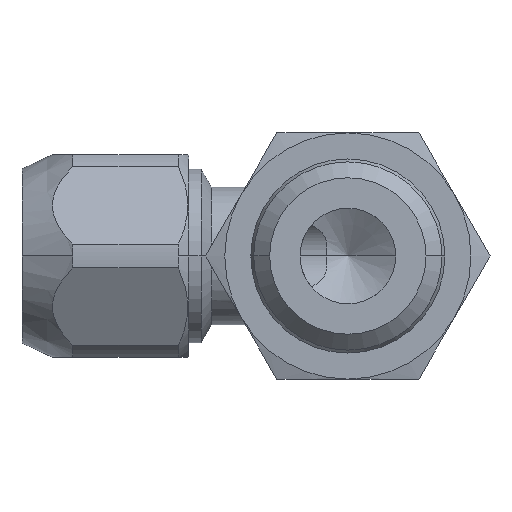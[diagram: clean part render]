
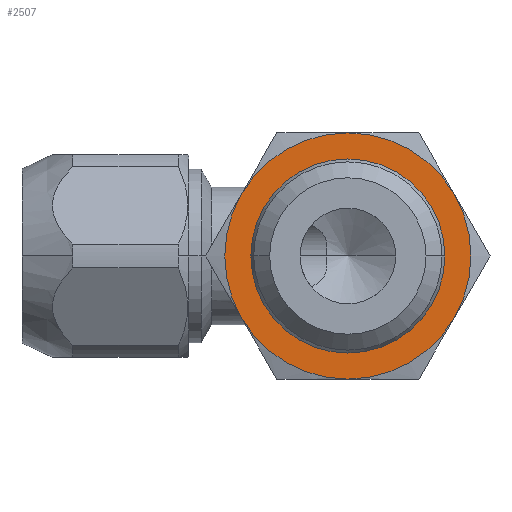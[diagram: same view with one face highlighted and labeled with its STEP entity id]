
A CAD part, front view. The second image highlights one B-rep face of the part: STEP entity #2507.
In plain terms, the highlighted planar face has unit normal (0, -1, 0).
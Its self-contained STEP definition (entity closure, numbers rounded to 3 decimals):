
#492=CARTESIAN_POINT('',(0.,-14.5,0.));
#493=DIRECTION('',(0.,-1.,0.));
#494=DIRECTION('',(0.,0.,1.));
#495=AXIS2_PLACEMENT_3D('',#492,#493,#494);
#502=CARTESIAN_POINT('',(-7.361,-14.5,4.25));
#511=CARTESIAN_POINT('',(0.,-14.5,0.));
#512=DIRECTION('',(0.,-1.,0.));
#513=DIRECTION('',(0.866,0.,0.5));
#514=AXIS2_PLACEMENT_3D('',#511,#512,#513);
#521=CARTESIAN_POINT('',(0.,-14.5,8.5));
#528=CARTESIAN_POINT('',(7.361,-14.5,4.25));
#537=CARTESIAN_POINT('',(0.,-14.5,0.));
#538=DIRECTION('',(0.,-1.,0.));
#539=DIRECTION('',(0.866,0.,-0.5));
#540=AXIS2_PLACEMENT_3D('',#537,#538,#539);
#547=CARTESIAN_POINT('',(7.361,-14.5,-4.25));
#556=CARTESIAN_POINT('',(0.,-14.5,0.));
#557=DIRECTION('',(0.,1.,0.));
#558=DIRECTION('',(0.866,0.,-0.5));
#559=AXIS2_PLACEMENT_3D('',#556,#557,#558);
#568=CARTESIAN_POINT('',(0.,-14.5,0.));
#569=DIRECTION('',(0.,1.,0.));
#570=DIRECTION('',(0.,0.,-1.));
#571=AXIS2_PLACEMENT_3D('',#568,#569,#570);
#578=CARTESIAN_POINT('',(0.,-14.5,-8.5));
#580=CARTESIAN_POINT('',(0.,-14.5,0.));
#581=DIRECTION('',(0.,-1.,0.));
#582=DIRECTION('',(1.,0.,0.));
#583=AXIS2_PLACEMENT_3D('',#580,#581,#582);
#585=CARTESIAN_POINT('',(0.,-14.5,0.));
#586=DIRECTION('',(0.,-1.,0.));
#587=DIRECTION('',(-1.,0.,0.));
#588=AXIS2_PLACEMENT_3D('',#585,#586,#587);
#590=CARTESIAN_POINT('',(0.,-14.5,0.));
#591=DIRECTION('',(0.,-1.,0.));
#592=DIRECTION('',(-0.866,0.,0.5));
#593=AXIS2_PLACEMENT_3D('',#590,#591,#592);
#600=CARTESIAN_POINT('',(-7.361,-14.5,
-4.25));
#1778=VERTEX_POINT('',#528);
#1780=VERTEX_POINT('',#521);
#1782=VERTEX_POINT('',#502);
#1792=VERTEX_POINT('',#547);
#1793=VERTEX_POINT('',#600);
#1795=VERTEX_POINT('',#578);
#1830=CARTESIAN_POINT('',(6.7,-14.5,0.));
#1831=CARTESIAN_POINT('',(-6.7,-14.5,0.));
#1832=VERTEX_POINT('',#1830);
#1833=VERTEX_POINT('',#1831);
#2487=CARTESIAN_POINT('',(0.,-14.5,0.));
#2488=DIRECTION('',(0.,-1.,0.));
#2489=DIRECTION('',(-1.,0.,0.));
#2490=AXIS2_PLACEMENT_3D('',#2487,#2488,#2489);
#2491=PLANE('',#2490);
#2492=ORIENTED_EDGE('',*,*,#2454,.F.);
#2493=ORIENTED_EDGE('',*,*,#2468,.T.);
#2494=ORIENTED_EDGE('',*,*,#2480,.T.);
#2496=ORIENTED_EDGE('',*,*,#2495,.F.);
#2497=ORIENTED_EDGE('',*,*,#2425,.F.);
#2498=ORIENTED_EDGE('',*,*,#2439,.F.);
#2499=EDGE_LOOP('',(#2492,#2493,#2494,#2496,#2497,#2498));
#2500=FACE_OUTER_BOUND('',#2499,.F.);
#2502=ORIENTED_EDGE('',*,*,#2501,.T.);
#2504=ORIENTED_EDGE('',*,*,#2503,.T.);
#2505=EDGE_LOOP('',(#2502,#2504));
#2506=FACE_BOUND('',#2505,.F.);
#2507=ADVANCED_FACE('',(#2500,#2506),#2491,.T.);
#496=CIRCLE('',#495,8.5);
#515=CIRCLE('',#514,8.5);
#541=CIRCLE('',#540,8.5);
#560=CIRCLE('',#559,8.5);
#572=CIRCLE('',#571,8.5);
#584=CIRCLE('',#583,6.7);
#589=CIRCLE('',#588,6.7);
#594=CIRCLE('',#593,8.5);
#2425=EDGE_CURVE('',#1780,#1782,#496,.T.);
#2439=EDGE_CURVE('',#1778,#1780,#515,.T.);
#2454=EDGE_CURVE('',#1792,#1778,#541,.T.);
#2468=EDGE_CURVE('',#1792,#1795,#560,.T.);
#2480=EDGE_CURVE('',#1795,#1793,#572,.T.);
#2495=EDGE_CURVE('',#1782,#1793,#594,.T.);
#2501=EDGE_CURVE('',#1832,#1833,#584,.T.);
#2503=EDGE_CURVE('',#1833,#1832,#589,.T.);
